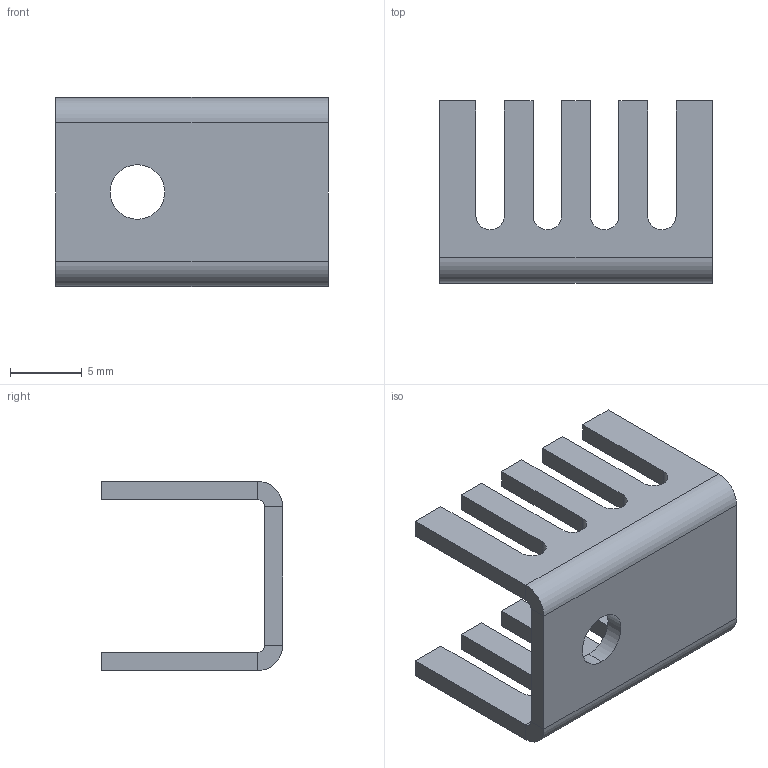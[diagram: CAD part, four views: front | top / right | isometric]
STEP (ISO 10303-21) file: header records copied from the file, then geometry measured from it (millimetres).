
FILE_DESCRIPTION (( 'STEP AP214' ), '1' );
FILE_NAME ('577202B00000G.STEP', '2021-12-14T09:17:14', ( '' ), ( '' ), 'SwSTEP 2.0', 'SolidWorks 2017', '' );
FILE_SCHEMA (( 'AUTOMOTIVE_DESIGN' ));
Length unit declared in the file: millimetre
Products named in the file (1): 577202B00000G
Bounding box: 19.05 x 12.7 x 13.21 mm (x, y, z)
Volume: 656.1 mm3; surface area: 1360.1 mm2
Topology: 1 solids, 1 shells, 56 faces, 146 edges, 92 vertices
Faces by surface type: plane 42, cylinder 14
Entity records: 1728 total; most frequent: CARTESIAN_POINT 295, ORIENTED_EDGE 292, DIRECTION 288, EDGE_CURVE 146, VECTOR 118, LINE 118, VERTEX_POINT 92, AXIS2_PLACEMENT_3D 85
